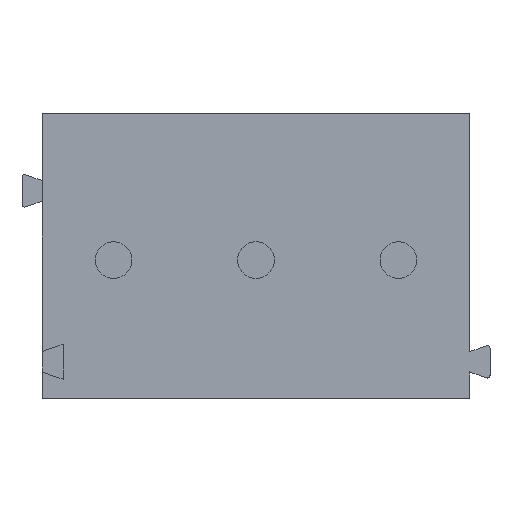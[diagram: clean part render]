
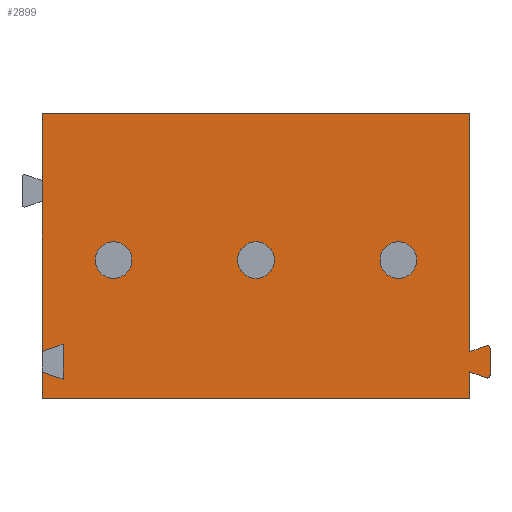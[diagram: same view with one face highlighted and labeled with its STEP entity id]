
A CAD part, front view. The second image highlights one B-rep face of the part: STEP entity #2899.
In plain terms, the highlighted planar face has unit normal (0, -1, 0).
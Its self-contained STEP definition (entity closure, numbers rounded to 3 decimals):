
#142=DIRECTION('',(0.,0.,-1.));
#143=VECTOR('',#142,0.646);
#144=CARTESIAN_POINT('',(-5.25,-2.,-6.354));
#145=LINE('',#144,#143);
#178=DIRECTION('',(0.,0.,-1.));
#179=VECTOR('',#178,5.844);
#180=CARTESIAN_POINT('',(-5.25,-2.,0.));
#181=LINE('',#180,#179);
#198=DIRECTION('',(0.946,0.,0.325));
#199=VECTOR('',#198,0.539);
#200=CARTESIAN_POINT('',(-5.25,-2.,-5.844));
#201=LINE('',#200,#199);
#202=DIRECTION('',(1.,0.,0.));
#203=VECTOR('',#202,10.5);
#204=CARTESIAN_POINT('',(-5.25,-2.,0.));
#205=LINE('',#204,#203);
#206=DIRECTION('',(0.944,0.,0.33));
#207=VECTOR('',#206,0.442);
#208=CARTESIAN_POINT('',(5.25,-2.,-5.849));
#209=LINE('',#208,#207);
#210=CARTESIAN_POINT('',(5.688,-2.,-5.763));
#211=DIRECTION('',(0.,1.,0.));
#212=DIRECTION('',(-0.33,0.,0.944));
#213=AXIS2_PLACEMENT_3D('',#210,#211,#212);
#215=DIRECTION('',(0.,0.,-1.));
#216=VECTOR('',#215,0.674);
#217=CARTESIAN_POINT('',(5.75,-2.,-5.763));
#218=LINE('',#217,#216);
#219=CARTESIAN_POINT('',(5.688,-2.,-6.436));
#220=DIRECTION('',(0.,1.,0.));
#221=DIRECTION('',(1.,0.,0.));
#222=AXIS2_PLACEMENT_3D('',#219,#220,#221);
#224=DIRECTION('',(-0.944,0.,0.33));
#225=VECTOR('',#224,0.442);
#226=CARTESIAN_POINT('',(5.667,-2.,-6.495));
#227=LINE('',#226,#225);
#228=DIRECTION('',(-0.946,0.,0.325));
#229=VECTOR('',#228,0.539);
#230=CARTESIAN_POINT('',(-4.74,-2.,-6.529));
#231=LINE('',#230,#229);
#232=DIRECTION('',(0.,0.,-1.));
#233=VECTOR('',#232,0.86);
#234=CARTESIAN_POINT('',(-4.74,-2.,-5.669));
#235=LINE('',#234,#233);
#236=CARTESIAN_POINT('',(-3.5,-2.,-3.6));
#237=DIRECTION('',(0.,-1.,0.));
#238=DIRECTION('',(1.,0.,0.));
#239=AXIS2_PLACEMENT_3D('',#236,#237,#238);
#241=CARTESIAN_POINT('',(-3.5,-2.,-3.6));
#242=DIRECTION('',(0.,-1.,0.));
#243=DIRECTION('',(-1.,0.,0.));
#244=AXIS2_PLACEMENT_3D('',#241,#242,#243);
#246=CARTESIAN_POINT('',(0.,-2.,-3.6));
#247=DIRECTION('',(0.,-1.,0.));
#248=DIRECTION('',(1.,0.,0.));
#249=AXIS2_PLACEMENT_3D('',#246,#247,#248);
#251=CARTESIAN_POINT('',(0.,-2.,-3.6));
#252=DIRECTION('',(0.,-1.,0.));
#253=DIRECTION('',(-1.,0.,0.));
#254=AXIS2_PLACEMENT_3D('',#251,#252,#253);
#256=CARTESIAN_POINT('',(3.5,-2.,-3.6));
#257=DIRECTION('',(0.,-1.,0.));
#258=DIRECTION('',(1.,0.,0.));
#259=AXIS2_PLACEMENT_3D('',#256,#257,#258);
#261=CARTESIAN_POINT('',(3.5,-2.,-3.6));
#262=DIRECTION('',(0.,-1.,0.));
#263=DIRECTION('',(-1.,0.,0.));
#264=AXIS2_PLACEMENT_3D('',#261,#262,#263);
#406=DIRECTION('',(0.,0.,-1.));
#407=VECTOR('',#406,0.651);
#408=CARTESIAN_POINT('',(5.25,-2.,-6.349));
#409=LINE('',#408,#407);
#422=DIRECTION('',(0.,0.,-1.));
#423=VECTOR('',#422,5.849);
#424=CARTESIAN_POINT('',(5.25,-2.,0.));
#425=LINE('',#424,#423);
#462=DIRECTION('',(1.,0.,0.));
#463=VECTOR('',#462,10.5);
#464=CARTESIAN_POINT('',(-5.25,-2.,-7.));
#465=LINE('',#464,#463);
#2158=CARTESIAN_POINT('',(-5.25,-2.,-7.));
#2160=VERTEX_POINT('',#2158);
#2166=CARTESIAN_POINT('',(-5.25,-2.,0.));
#2167=VERTEX_POINT('',#2166);
#2168=CARTESIAN_POINT('',(5.25,-2.,-7.));
#2170=VERTEX_POINT('',#2168);
#2176=CARTESIAN_POINT('',(5.25,-2.,0.));
#2177=VERTEX_POINT('',#2176);
#2210=CARTESIAN_POINT('',(5.667,-2.,-5.704));
#2211=CARTESIAN_POINT('',(5.75,-2.,-5.763));
#2212=VERTEX_POINT('',#2210);
#2213=VERTEX_POINT('',#2211);
#2214=CARTESIAN_POINT('',(5.75,-2.,-6.436));
#2215=CARTESIAN_POINT('',(5.667,-2.,-6.495));
#2216=VERTEX_POINT('',#2214);
#2217=VERTEX_POINT('',#2215);
#2222=CARTESIAN_POINT('',(5.25,-2.,-6.349));
#2223=VERTEX_POINT('',#2222);
#2224=CARTESIAN_POINT('',(5.25,-2.,-5.849));
#2225=VERTEX_POINT('',#2224);
#2250=CARTESIAN_POINT('',(-5.25,-2.,-5.844));
#2251=VERTEX_POINT('',#2250);
#2252=CARTESIAN_POINT('',(-5.25,-2.,-6.354));
#2253=VERTEX_POINT('',#2252);
#2254=CARTESIAN_POINT('',(-4.74,-2.,-5.669));
#2255=VERTEX_POINT('',#2254);
#2256=CARTESIAN_POINT('',(-4.74,-2.,-6.529));
#2257=VERTEX_POINT('',#2256);
#2374=CARTESIAN_POINT('',(-3.05,-2.,-3.6));
#2375=CARTESIAN_POINT('',(-3.95,-2.,-3.6));
#2376=VERTEX_POINT('',#2374);
#2377=VERTEX_POINT('',#2375);
#2534=CARTESIAN_POINT('',(0.45,-2.,-3.6));
#2535=VERTEX_POINT('',#2534);
#2536=CARTESIAN_POINT('',(-0.45,-2.,-3.6));
#2537=VERTEX_POINT('',#2536);
#2710=CARTESIAN_POINT('',(3.95,-2.,-3.6));
#2711=VERTEX_POINT('',#2710);
#2712=CARTESIAN_POINT('',(3.05,-2.,-3.6));
#2713=VERTEX_POINT('',#2712);
#2849=CARTESIAN_POINT('',(-5.25,-2.,0.));
#2850=DIRECTION('',(0.,-1.,0.));
#2851=DIRECTION('',(0.,0.,-1.));
#2852=AXIS2_PLACEMENT_3D('',#2849,#2850,#2851);
#2853=PLANE('',#2852);
#2854=ORIENTED_EDGE('',*,*,#2841,.F.);
#2855=ORIENTED_EDGE('',*,*,#2813,.F.);
#2857=ORIENTED_EDGE('',*,*,#2856,.T.);
#2859=ORIENTED_EDGE('',*,*,#2858,.T.);
#2861=ORIENTED_EDGE('',*,*,#2860,.T.);
#2863=ORIENTED_EDGE('',*,*,#2862,.T.);
#2865=ORIENTED_EDGE('',*,*,#2864,.T.);
#2867=ORIENTED_EDGE('',*,*,#2866,.T.);
#2869=ORIENTED_EDGE('',*,*,#2868,.T.);
#2871=ORIENTED_EDGE('',*,*,#2870,.T.);
#2873=ORIENTED_EDGE('',*,*,#2872,.F.);
#2874=ORIENTED_EDGE('',*,*,#2795,.F.);
#2876=ORIENTED_EDGE('',*,*,#2875,.F.);
#2878=ORIENTED_EDGE('',*,*,#2877,.F.);
#2879=EDGE_LOOP('',(#2854,#2855,#2857,#2859,#2861,#2863,#2865,#2867,#2869,#2871,
#2873,#2874,#2876,#2878));
#2880=FACE_OUTER_BOUND('',#2879,.F.);
#2882=ORIENTED_EDGE('',*,*,#2881,.T.);
#2884=ORIENTED_EDGE('',*,*,#2883,.T.);
#2885=EDGE_LOOP('',(#2882,#2884));
#2886=FACE_BOUND('',#2885,.F.);
#2888=ORIENTED_EDGE('',*,*,#2887,.T.);
#2890=ORIENTED_EDGE('',*,*,#2889,.T.);
#2891=EDGE_LOOP('',(#2888,#2890));
#2892=FACE_BOUND('',#2891,.F.);
#2894=ORIENTED_EDGE('',*,*,#2893,.T.);
#2896=ORIENTED_EDGE('',*,*,#2895,.T.);
#2897=EDGE_LOOP('',(#2894,#2896));
#2898=FACE_BOUND('',#2897,.F.);
#214=CIRCLE('',#213,0.063);
#223=CIRCLE('',#222,0.063);
#240=CIRCLE('',#239,0.45);
#245=CIRCLE('',#244,0.45);
#250=CIRCLE('',#249,0.45);
#255=CIRCLE('',#254,0.45);
#260=CIRCLE('',#259,0.45);
#265=CIRCLE('',#264,0.45);
#2795=EDGE_CURVE('',#2253,#2160,#145,.T.);
#2813=EDGE_CURVE('',#2167,#2251,#181,.T.);
#2841=EDGE_CURVE('',#2251,#2255,#201,.T.);
#2856=EDGE_CURVE('',#2167,#2177,#205,.T.);
#2858=EDGE_CURVE('',#2177,#2225,#425,.T.);
#2860=EDGE_CURVE('',#2225,#2212,#209,.T.);
#2862=EDGE_CURVE('',#2212,#2213,#214,.T.);
#2864=EDGE_CURVE('',#2213,#2216,#218,.T.);
#2866=EDGE_CURVE('',#2216,#2217,#223,.T.);
#2868=EDGE_CURVE('',#2217,#2223,#227,.T.);
#2870=EDGE_CURVE('',#2223,#2170,#409,.T.);
#2872=EDGE_CURVE('',#2160,#2170,#465,.T.);
#2875=EDGE_CURVE('',#2257,#2253,#231,.T.);
#2877=EDGE_CURVE('',#2255,#2257,#235,.T.);
#2881=EDGE_CURVE('',#2376,#2377,#240,.T.);
#2883=EDGE_CURVE('',#2377,#2376,#245,.T.);
#2887=EDGE_CURVE('',#2535,#2537,#250,.T.);
#2889=EDGE_CURVE('',#2537,#2535,#255,.T.);
#2893=EDGE_CURVE('',#2711,#2713,#260,.T.);
#2895=EDGE_CURVE('',#2713,#2711,#265,.T.);
#2899=ADVANCED_FACE('',(#2880,#2886,#2892,#2898),#2853,.T.);
